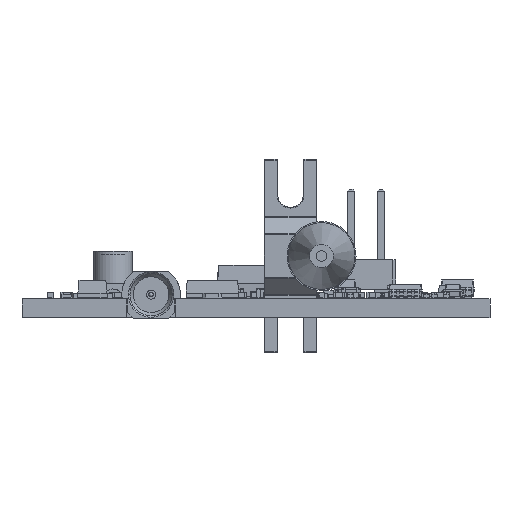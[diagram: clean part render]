
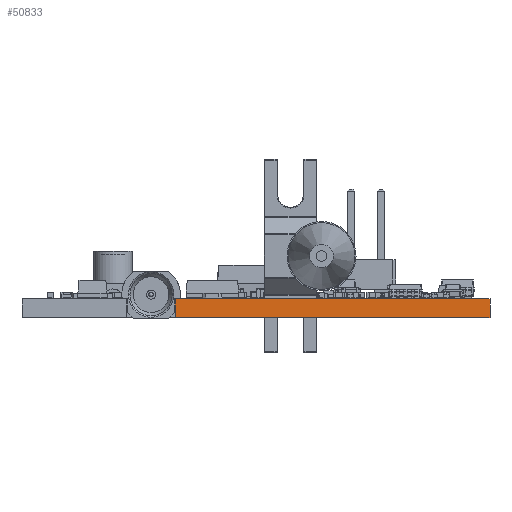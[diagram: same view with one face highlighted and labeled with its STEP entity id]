
A CAD part, left-side view. The second image highlights one B-rep face of the part: STEP entity #50833.
In plain terms, the highlighted planar face has unit normal (-1, 0, 0).
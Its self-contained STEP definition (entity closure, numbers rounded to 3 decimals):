
#50777 = VERTEX_POINT('',#50778);
#50778 = CARTESIAN_POINT('',(0.,-40.,1.622));
#50784 = EDGE_CURVE('',#50785,#50777,#50787,.T.);
#50785 = VERTEX_POINT('',#50786);
#50786 = CARTESIAN_POINT('',(0.,-40.,0.));
#50787 = LINE('',#50788,#50789);
#50788 = CARTESIAN_POINT('',(0.,-40.,0.));
#50789 = VECTOR('',#50790,1.);
#50790 = DIRECTION('',(0.,0.,1.));
#50833 = ADVANCED_FACE('',(#50834),#50859,.T.);
#50834 = FACE_BOUND('',#50835,.T.);
#50835 = EDGE_LOOP('',(#50836,#50837,#50845,#50853));
#50836 = ORIENTED_EDGE('',*,*,#50784,.T.);
#50837 = ORIENTED_EDGE('',*,*,#50838,.T.);
#50838 = EDGE_CURVE('',#50777,#50839,#50841,.T.);
#50839 = VERTEX_POINT('',#50840);
#50840 = CARTESIAN_POINT('',(0.,-13.1,1.622));
#50841 = LINE('',#50842,#50843);
#50842 = CARTESIAN_POINT('',(0.,-40.,1.622));
#50843 = VECTOR('',#50844,1.);
#50844 = DIRECTION('',(0.,1.,0.));
#50845 = ORIENTED_EDGE('',*,*,#50846,.F.);
#50846 = EDGE_CURVE('',#50847,#50839,#50849,.T.);
#50847 = VERTEX_POINT('',#50848);
#50848 = CARTESIAN_POINT('',(0.,-13.1,0.));
#50849 = LINE('',#50850,#50851);
#50850 = CARTESIAN_POINT('',(0.,-13.1,0.));
#50851 = VECTOR('',#50852,1.);
#50852 = DIRECTION('',(0.,0.,1.));
#50853 = ORIENTED_EDGE('',*,*,#50854,.F.);
#50854 = EDGE_CURVE('',#50785,#50847,#50855,.T.);
#50855 = LINE('',#50856,#50857);
#50856 = CARTESIAN_POINT('',(0.,-40.,0.));
#50857 = VECTOR('',#50858,1.);
#50858 = DIRECTION('',(0.,1.,0.));
#50859 = PLANE('',#50860);
#50860 = AXIS2_PLACEMENT_3D('',#50861,#50862,#50863);
#50861 = CARTESIAN_POINT('',(0.,-40.,0.));
#50862 = DIRECTION('',(-1.,0.,0.));
#50863 = DIRECTION('',(0.,1.,0.));
